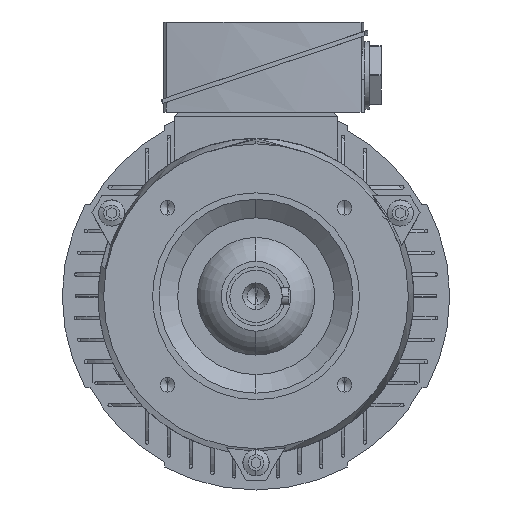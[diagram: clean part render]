
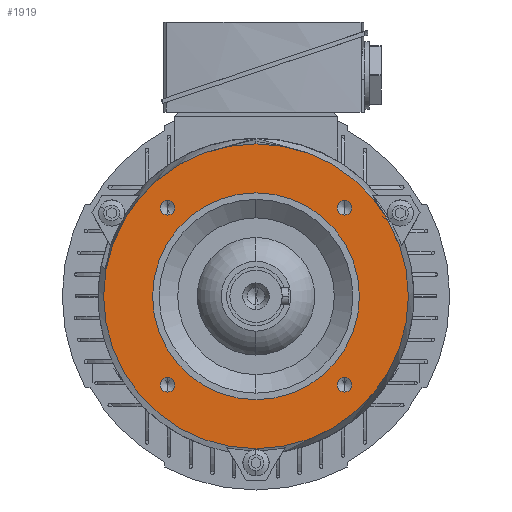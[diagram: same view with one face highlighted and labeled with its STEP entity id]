
A CAD part, left-side view. The second image highlights one B-rep face of the part: STEP entity #1919.
In plain terms, the highlighted planar face has unit normal (-1, 0, 0).
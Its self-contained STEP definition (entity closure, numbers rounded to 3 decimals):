
#1919=ADVANCED_FACE('',(#3862,#3863,#3864,#3865,#3866,#3867),#3868,.T.);
#3862=FACE_BOUND('',#5801,.T.);
#3863=FACE_BOUND('',#5802,.T.);
#3864=FACE_BOUND('',#5803,.T.);
#3865=FACE_BOUND('',#5804,.T.);
#3866=FACE_OUTER_BOUND('',#5805,.T.);
#3867=FACE_BOUND('',#5806,.T.);
#3868=PLANE('',#5807);
#5801=EDGE_LOOP('',(#11839,#11840));
#5802=EDGE_LOOP('',(#11841,#11842));
#5803=EDGE_LOOP('',(#11843,#11844));
#5804=EDGE_LOOP('',(#11845,#11846));
#5805=EDGE_LOOP('',(#11847,#11848));
#5806=EDGE_LOOP('',(#11849,#11850));
#5807=AXIS2_PLACEMENT_3D('',#11851,#11852,#11853);
#11839=ORIENTED_EDGE('',*,*,#14198,.T.);
#11840=ORIENTED_EDGE('',*,*,#11900,.T.);
#11841=ORIENTED_EDGE('',*,*,#14202,.T.);
#11842=ORIENTED_EDGE('',*,*,#11892,.T.);
#11843=ORIENTED_EDGE('',*,*,#14206,.T.);
#11844=ORIENTED_EDGE('',*,*,#11884,.T.);
#11845=ORIENTED_EDGE('',*,*,#14210,.T.);
#11846=ORIENTED_EDGE('',*,*,#11876,.T.);
#11847=ORIENTED_EDGE('',*,*,#14194,.F.);
#11848=ORIENTED_EDGE('',*,*,#11908,.F.);
#11849=ORIENTED_EDGE('',*,*,#11859,.T.);
#11850=ORIENTED_EDGE('',*,*,#14243,.T.);
#11851=CARTESIAN_POINT('',(-34.5,0.0,58.75));
#11852=DIRECTION('',(-1.0,0.0,0.));
#11853=DIRECTION('',(0.,0.0,-1.0));
#11859=EDGE_CURVE('',#14248,#14252,#14254,.T.);
#11876=EDGE_CURVE('',#14283,#14280,#14284,.T.);
#11884=EDGE_CURVE('',#14296,#14293,#14297,.T.);
#11892=EDGE_CURVE('',#14309,#14306,#14310,.T.);
#11900=EDGE_CURVE('',#14322,#14319,#14323,.T.);
#11908=EDGE_CURVE('',#14332,#14335,#14336,.T.);
#14194=EDGE_CURVE('',#14335,#14332,#17746,.T.);
#14198=EDGE_CURVE('',#14319,#14322,#17750,.T.);
#14202=EDGE_CURVE('',#14306,#14309,#17754,.T.);
#14206=EDGE_CURVE('',#14293,#14296,#17758,.T.);
#14210=EDGE_CURVE('',#14280,#14283,#17762,.T.);
#14243=EDGE_CURVE('',#14252,#14248,#17797,.T.);
#14248=VERTEX_POINT('',#17802);
#14252=VERTEX_POINT('',#17807);
#14254=CIRCLE('',#17810,47.5);
#14280=VERTEX_POINT('',#17840);
#14283=VERTEX_POINT('',#17844);
#14284=CIRCLE('',#17845,3.325);
#14293=VERTEX_POINT('',#17857);
#14296=VERTEX_POINT('',#17861);
#14297=CIRCLE('',#17862,3.325);
#14306=VERTEX_POINT('',#17874);
#14309=VERTEX_POINT('',#17878);
#14310=CIRCLE('',#17879,3.325);
#14319=VERTEX_POINT('',#17891);
#14322=VERTEX_POINT('',#17895);
#14323=CIRCLE('',#17896,3.325);
#14332=VERTEX_POINT('',#17908);
#14335=VERTEX_POINT('',#17911);
#14336=CIRCLE('',#17912,70.);
#17746=CIRCLE('',#23983,70.);
#17750=CIRCLE('',#23987,3.325);
#17754=CIRCLE('',#23991,3.325);
#17758=CIRCLE('',#23995,3.325);
#17762=CIRCLE('',#23999,3.325);
#17797=CIRCLE('',#24043,47.5);
#17802=CARTESIAN_POINT('',(-34.5,0.0,47.5));
#17807=CARTESIAN_POINT('',(-34.5,0.,-47.5));
#17810=AXIS2_PLACEMENT_3D('',#24051,#24052,#24053);
#17840=CARTESIAN_POINT('',(-34.5,-40.659,37.334));
#17844=CARTESIAN_POINT('',(-34.5,-40.659,43.984));
#17845=AXIS2_PLACEMENT_3D('',#24080,#24081,#24082);
#17857=CARTESIAN_POINT('',(-34.5,-40.659,-43.984));
#17861=CARTESIAN_POINT('',(-34.5,-40.659,-37.334));
#17862=AXIS2_PLACEMENT_3D('',#24090,#24091,#24092);
#17874=CARTESIAN_POINT('',(-34.5,40.659,-43.984));
#17878=CARTESIAN_POINT('',(-34.5,40.659,-37.334));
#17879=AXIS2_PLACEMENT_3D('',#24100,#24101,#24102);
#17891=CARTESIAN_POINT('',(-34.5,40.659,37.334));
#17895=CARTESIAN_POINT('',(-34.5,40.659,43.984));
#17896=AXIS2_PLACEMENT_3D('',#24110,#24111,#24112);
#17908=CARTESIAN_POINT('',(-34.5,0.,-70.));
#17911=CARTESIAN_POINT('',(-34.5,0.0,70.));
#17912=AXIS2_PLACEMENT_3D('',#24122,#24123,#24124);
#23983=AXIS2_PLACEMENT_3D('',#26699,#26700,#26701);
#23987=AXIS2_PLACEMENT_3D('',#26705,#26706,#26707);
#23991=AXIS2_PLACEMENT_3D('',#26711,#26712,#26713);
#23995=AXIS2_PLACEMENT_3D('',#26717,#26718,#26719);
#23999=AXIS2_PLACEMENT_3D('',#26723,#26724,#26725);
#24043=AXIS2_PLACEMENT_3D('',#26753,#26754,#26755);
#24051=CARTESIAN_POINT('',(-34.5,0.0,0.0));
#24052=DIRECTION('',(1.0,0.0,-0.0));
#24053=DIRECTION('',(0.0,0.0,1.0));
#24080=CARTESIAN_POINT('',(-34.5,-40.659,40.659));
#24081=DIRECTION('',(1.0,0.0,0.));
#24082=DIRECTION('',(0.,0.0,-1.0));
#24090=CARTESIAN_POINT('',(-34.5,-40.659,-40.659));
#24091=DIRECTION('',(1.0,0.0,0.));
#24092=DIRECTION('',(0.,0.0,-1.0));
#24100=CARTESIAN_POINT('',(-34.5,40.659,-40.659));
#24101=DIRECTION('',(1.0,0.0,0.));
#24102=DIRECTION('',(0.,0.0,-1.0));
#24110=CARTESIAN_POINT('',(-34.5,40.659,40.659));
#24111=DIRECTION('',(1.0,0.0,0.));
#24112=DIRECTION('',(0.,0.0,-1.0));
#24122=CARTESIAN_POINT('',(-34.5,0.0,0.0));
#24123=DIRECTION('',(1.0,0.0,-0.0));
#24124=DIRECTION('',(0.0,0.0,1.0));
#26699=CARTESIAN_POINT('',(-34.5,0.0,0.0));
#26700=DIRECTION('',(1.0,0.0,-0.0));
#26701=DIRECTION('',(0.0,0.0,1.0));
#26705=CARTESIAN_POINT('',(-34.5,40.659,40.659));
#26706=DIRECTION('',(1.0,0.0,0.));
#26707=DIRECTION('',(0.,0.0,-1.0));
#26711=CARTESIAN_POINT('',(-34.5,40.659,-40.659));
#26712=DIRECTION('',(1.0,0.0,0.));
#26713=DIRECTION('',(0.,0.0,-1.0));
#26717=CARTESIAN_POINT('',(-34.5,-40.659,-40.659));
#26718=DIRECTION('',(1.0,0.0,0.));
#26719=DIRECTION('',(0.,0.0,-1.0));
#26723=CARTESIAN_POINT('',(-34.5,-40.659,40.659));
#26724=DIRECTION('',(1.0,0.0,0.));
#26725=DIRECTION('',(0.,0.0,-1.0));
#26753=CARTESIAN_POINT('',(-34.5,0.0,0.0));
#26754=DIRECTION('',(1.0,0.0,-0.0));
#26755=DIRECTION('',(0.0,0.0,1.0));
